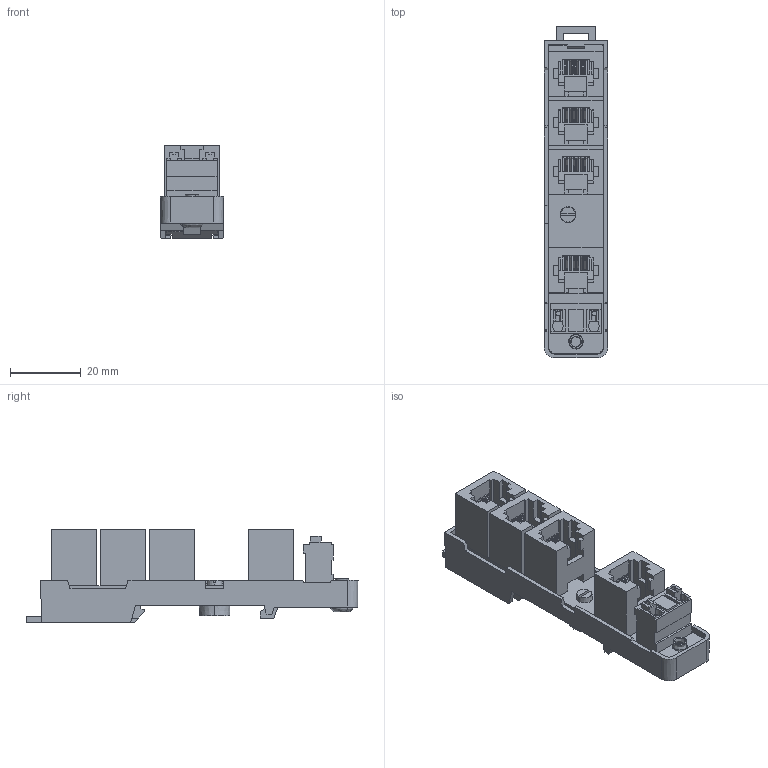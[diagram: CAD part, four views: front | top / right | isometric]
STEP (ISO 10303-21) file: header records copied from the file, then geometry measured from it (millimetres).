
FILE_DESCRIPTION(('CATIA V5R20 STEP214','CAx-IF Rec.Pracs.--- Model Styling and Organization---1.5--- 2016-08-15','CAx-IF Rec.Pracs.---Supplemental Geometry---1.0---2011-11-01','CAx-IF Rec.Pracs.--- Composite Materials ---1.1---2010-07-15'),'2;1');
FILE_NAME ('1542559-4_0', '2024-06-20T08:33:41+00:00', ('Weidmueller Interface'), ('Weidmueller'), 'CATIA Version 5-6 Release 2022 SP4 HF5', 'CATIA V5 STEP AP214 v3', 'none');
FILE_SCHEMA(('AUTOMOTIVE_DESIGN { 1 0 10303 214 1 1 1 1 }'));
Length unit declared in the file: millimetre
Products named in the file (1): 3D_8000112158
Bounding box: 17.9 x 93.64 x 26.5 mm (x, y, z)
Volume: 20044.6 mm3; surface area: 14955.9 mm2
Topology: 1 solids, 5 shells, 949 faces, 2886 edges, 1916 vertices
Faces by surface type: plane 841, cylinder 86, cone 16, bspline 6
Entity records: 30183 total; most frequent: CARTESIAN_POINT 5789, ORIENTED_EDGE 5772, DIRECTION 3437, EDGE_CURVE 2886, VECTOR 2642, LINE 2642, VERTEX_POINT 1916, EDGE_LOOP 1042
